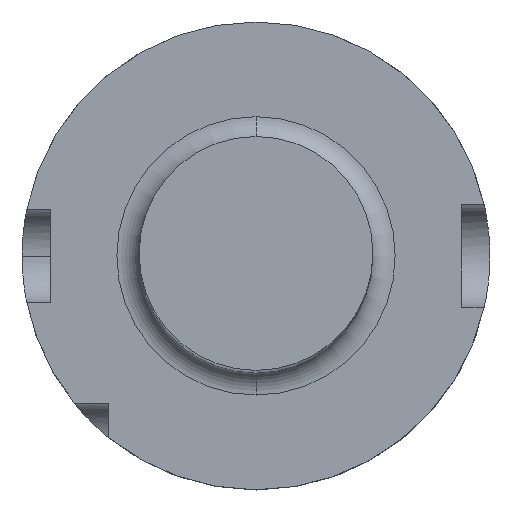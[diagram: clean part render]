
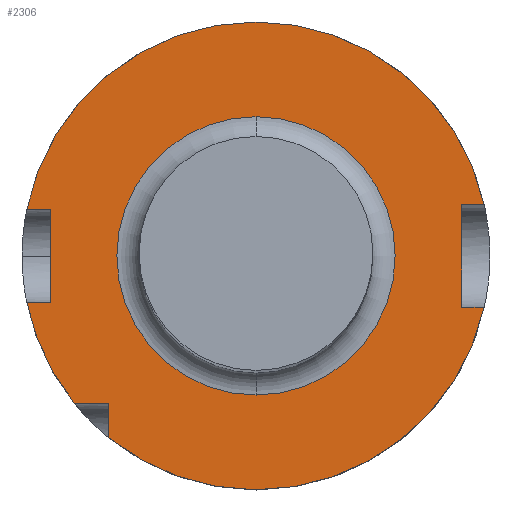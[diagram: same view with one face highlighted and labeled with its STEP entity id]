
A CAD part, top view. The second image highlights one B-rep face of the part: STEP entity #2306.
In plain terms, the highlighted planar face has unit normal (0, 0, 1).
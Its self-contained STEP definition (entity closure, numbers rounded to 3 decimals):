
#24 = EDGE_CURVE ( 'NONE', #571, #1892, #1724, .T. ) ;
#75 = DIRECTION ( 'NONE',  ( 0., -1., 0. ) ) ;
#81 = EDGE_CURVE ( 'NONE', #1310, #1084, #2470, .T. ) ;
#129 = VERTEX_POINT ( 'NONE', #314 ) ;
#168 = EDGE_CURVE ( 'NONE', #898, #1310, #1221, .T. ) ;
#188 = CIRCLE ( 'NONE', #920, 29.75 ) ;
#220 = AXIS2_PLACEMENT_3D ( 'NONE', #1186, #2030, #1618 ) ;
#286 = CIRCLE ( 'NONE', #1784, 50. ) ;
#300 = DIRECTION ( 'NONE',  ( 0., 1., 0. ) ) ;
#301 = DIRECTION ( 'NONE',  ( 0., -1., 0. ) ) ;
#308 = VERTEX_POINT ( 'NONE', #2315 ) ;
#314 = CARTESIAN_POINT ( 'NONE',  ( -31.5, -31.5, 29. ) ) ;
#319 = CARTESIAN_POINT ( 'NONE',  ( 48.775, 11., 29. ) ) ;
#320 = AXIS2_PLACEMENT_3D ( 'NONE', #1068, #1966, #2353 ) ;
#338 = DIRECTION ( 'NONE',  ( 1., 0., 0. ) ) ;
#344 = CARTESIAN_POINT ( 'NONE',  ( -48.99, 10., 29. ) ) ;
#370 = VERTEX_POINT ( 'NONE', #823 ) ;
#378 = ORIENTED_EDGE ( 'NONE', *, *, #2150, .F. ) ;
#413 = EDGE_CURVE ( 'NONE', #1892, #571, #188, .T. ) ;
#426 = LINE ( 'NONE', #2007, #2068 ) ;
#436 = AXIS2_PLACEMENT_3D ( 'NONE', #2087, #788, #2737 ) ;
#451 = CARTESIAN_POINT ( 'NONE',  ( 54., -11., 29. ) ) ;
#454 = ORIENTED_EDGE ( 'NONE', *, *, #2299, .F. ) ;
#461 = CARTESIAN_POINT ( 'NONE',  ( -31.5, -38.83, 29. ) ) ;
#502 = ORIENTED_EDGE ( 'NONE', *, *, #1666, .T. ) ;
#514 = EDGE_CURVE ( 'NONE', #129, #1859, #789, .T. ) ;
#526 = CARTESIAN_POINT ( 'NONE',  ( 48.775, -11., 29. ) ) ;
#528 = LINE ( 'NONE', #451, #689 ) ;
#571 = VERTEX_POINT ( 'NONE', #2429 ) ;
#622 = DIRECTION ( 'NONE',  ( 1., 0., 0. ) ) ;
#633 = CARTESIAN_POINT ( 'NONE',  ( -54., -10., 29. ) ) ;
#673 = CIRCLE ( 'NONE', #220, 50. ) ;
#689 = VECTOR ( 'NONE', #1995, 1000. ) ;
#721 = VECTOR ( 'NONE', #301, 1000. ) ;
#726 = VERTEX_POINT ( 'NONE', #461 ) ;
#739 = EDGE_CURVE ( 'NONE', #847, #726, #2171, .T. ) ;
#770 = CARTESIAN_POINT ( 'NONE',  ( -54., 10., 29. ) ) ;
#788 = DIRECTION ( 'NONE',  ( 0., 0., 1. ) ) ;
#789 = LINE ( 'NONE', #2649, #1973 ) ;
#795 = EDGE_CURVE ( 'NONE', #726, #129, #2601, .T. ) ;
#823 = CARTESIAN_POINT ( 'NONE',  ( 0., 50., 29. ) ) ;
#847 = VERTEX_POINT ( 'NONE', #526 ) ;
#898 = VERTEX_POINT ( 'NONE', #344 ) ;
#920 = AXIS2_PLACEMENT_3D ( 'NONE', #2542, #2135, #1711 ) ;
#932 = CARTESIAN_POINT ( 'NONE',  ( 44., 11., 29. ) ) ;
#982 = DIRECTION ( 'NONE',  ( 0., 0., -1. ) ) ;
#988 = FACE_OUTER_BOUND ( 'NONE', #1562, .T. ) ;
#1017 = EDGE_LOOP ( 'NONE', ( #1655, #1279 ) ) ;
#1034 = CARTESIAN_POINT ( 'NONE',  ( 54., 11., 29. ) ) ;
#1041 = DIRECTION ( 'NONE',  ( -1., 0., 0. ) ) ;
#1055 = VECTOR ( 'NONE', #1041, 1000. ) ;
#1068 = CARTESIAN_POINT ( 'NONE',  ( 0., 0., 29. ) ) ;
#1074 = ORIENTED_EDGE ( 'NONE', *, *, #739, .F. ) ;
#1084 = VERTEX_POINT ( 'NONE', #2438 ) ;
#1087 = ORIENTED_EDGE ( 'NONE', *, *, #514, .F. ) ;
#1115 = VERTEX_POINT ( 'NONE', #1804 ) ;
#1150 = DIRECTION ( 'NONE',  ( 0., -1., 0. ) ) ;
#1176 = DIRECTION ( 'NONE',  ( -1., 0., 0. ) ) ;
#1186 = CARTESIAN_POINT ( 'NONE',  ( 0., 0., 29. ) ) ;
#1221 = LINE ( 'NONE', #770, #2142 ) ;
#1230 = DIRECTION ( 'NONE',  ( 0., 1., 0. ) ) ;
#1249 = ORIENTED_EDGE ( 'NONE', *, *, #2151, .F. ) ;
#1279 = ORIENTED_EDGE ( 'NONE', *, *, #413, .T. ) ;
#1310 = VERTEX_POINT ( 'NONE', #1699 ) ;
#1380 = DIRECTION ( 'NONE',  ( 0., 0., -1. ) ) ;
#1390 = DIRECTION ( 'NONE',  ( 0., 0., -1. ) ) ;
#1395 = ORIENTED_EDGE ( 'NONE', *, *, #168, .T. ) ;
#1437 = ORIENTED_EDGE ( 'NONE', *, *, #1479, .F. ) ;
#1457 = EDGE_CURVE ( 'NONE', #1859, #1115, #286, .T. ) ;
#1479 = EDGE_CURVE ( 'NONE', #1919, #308, #426, .T. ) ;
#1521 = CARTESIAN_POINT ( 'NONE',  ( -38.83, -31.5, 29. ) ) ;
#1535 = ORIENTED_EDGE ( 'NONE', *, *, #1457, .F. ) ;
#1542 = ORIENTED_EDGE ( 'NONE', *, *, #1857, .F. ) ;
#1562 = EDGE_LOOP ( 'NONE', ( #1395, #1793, #1542, #1535, #1087, #1907, #1074, #502, #1437, #454, #1249, #378 ) ) ;
#1606 = AXIS2_PLACEMENT_3D ( 'NONE', #2018, #1380, #75 ) ;
#1618 = DIRECTION ( 'NONE',  ( 0., 1., 0. ) ) ;
#1621 = CARTESIAN_POINT ( 'NONE',  ( 0., 29.75, 29. ) ) ;
#1655 = ORIENTED_EDGE ( 'NONE', *, *, #24, .T. ) ;
#1666 = EDGE_CURVE ( 'NONE', #847, #308, #528, .T. ) ;
#1698 = AXIS2_PLACEMENT_3D ( 'NONE', #2664, #982, #1230 ) ;
#1699 = CARTESIAN_POINT ( 'NONE',  ( -44., 10., 29. ) ) ;
#1711 = DIRECTION ( 'NONE',  ( 0., -1., 0. ) ) ;
#1723 = LINE ( 'NONE', #633, #2769 ) ;
#1724 = CIRCLE ( 'NONE', #1606, 29.75 ) ;
#1784 = AXIS2_PLACEMENT_3D ( 'NONE', #2622, #1390, #300 ) ;
#1793 = ORIENTED_EDGE ( 'NONE', *, *, #81, .T. ) ;
#1804 = CARTESIAN_POINT ( 'NONE',  ( -48.99, -10., 29. ) ) ;
#1857 = EDGE_CURVE ( 'NONE', #1115, #1084, #1723, .T. ) ;
#1859 = VERTEX_POINT ( 'NONE', #1521 ) ;
#1892 = VERTEX_POINT ( 'NONE', #1621 ) ;
#1903 = CIRCLE ( 'NONE', #1698, 50. ) ;
#1907 = ORIENTED_EDGE ( 'NONE', *, *, #795, .F. ) ;
#1919 = VERTEX_POINT ( 'NONE', #932 ) ;
#1948 = CARTESIAN_POINT ( 'NONE',  ( -31.5, 44., 29. ) ) ;
#1953 = VERTEX_POINT ( 'NONE', #319 ) ;
#1966 = DIRECTION ( 'NONE',  ( 0., 0., -1. ) ) ;
#1973 = VECTOR ( 'NONE', #1176, 1000. ) ;
#1995 = DIRECTION ( 'NONE',  ( -1., 0., 0. ) ) ;
#2007 = CARTESIAN_POINT ( 'NONE',  ( 44., -11., 29. ) ) ;
#2008 = CARTESIAN_POINT ( 'NONE',  ( -44., -10., 29. ) ) ;
#2018 = CARTESIAN_POINT ( 'NONE',  ( 0., 0., 29. ) ) ;
#2030 = DIRECTION ( 'NONE',  ( 0., 0., -1. ) ) ;
#2068 = VECTOR ( 'NONE', #1150, 1000. ) ;
#2087 = CARTESIAN_POINT ( 'NONE',  ( 0., 44., 29. ) ) ;
#2099 = PLANE ( 'NONE',  #436 ) ;
#2135 = DIRECTION ( 'NONE',  ( 0., 0., -1. ) ) ;
#2140 = VECTOR ( 'NONE', #2421, 1000. ) ;
#2142 = VECTOR ( 'NONE', #338, 1000. ) ;
#2150 = EDGE_CURVE ( 'NONE', #898, #370, #1903, .T. ) ;
#2151 = EDGE_CURVE ( 'NONE', #370, #1953, #673, .T. ) ;
#2171 = CIRCLE ( 'NONE', #320, 50. ) ;
#2293 = LINE ( 'NONE', #1034, #1055 ) ;
#2299 = EDGE_CURVE ( 'NONE', #1953, #1919, #2293, .T. ) ;
#2306 = ADVANCED_FACE ( 'NONE', ( #2746, #988 ), #2099, .T. ) ;
#2315 = CARTESIAN_POINT ( 'NONE',  ( 44., -11., 29. ) ) ;
#2353 = DIRECTION ( 'NONE',  ( 0., 1., 0. ) ) ;
#2421 = DIRECTION ( 'NONE',  ( 0., 1., 0. ) ) ;
#2429 = CARTESIAN_POINT ( 'NONE',  ( 0., -29.75, 29. ) ) ;
#2438 = CARTESIAN_POINT ( 'NONE',  ( -44., -10., 29. ) ) ;
#2470 = LINE ( 'NONE', #2008, #721 ) ;
#2542 = CARTESIAN_POINT ( 'NONE',  ( 0., 0., 29. ) ) ;
#2601 = LINE ( 'NONE', #1948, #2140 ) ;
#2622 = CARTESIAN_POINT ( 'NONE',  ( 0., 0., 29. ) ) ;
#2649 = CARTESIAN_POINT ( 'NONE',  ( 0., -31.5, 29. ) ) ;
#2664 = CARTESIAN_POINT ( 'NONE',  ( 0., 0., 29. ) ) ;
#2737 = DIRECTION ( 'NONE',  ( 0., -1., 0. ) ) ;
#2746 = FACE_BOUND ( 'NONE', #1017, .T. ) ;
#2769 = VECTOR ( 'NONE', #622, 1000. ) ;
